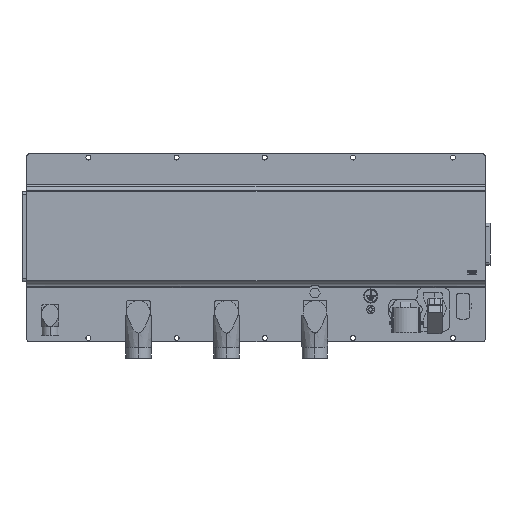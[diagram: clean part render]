
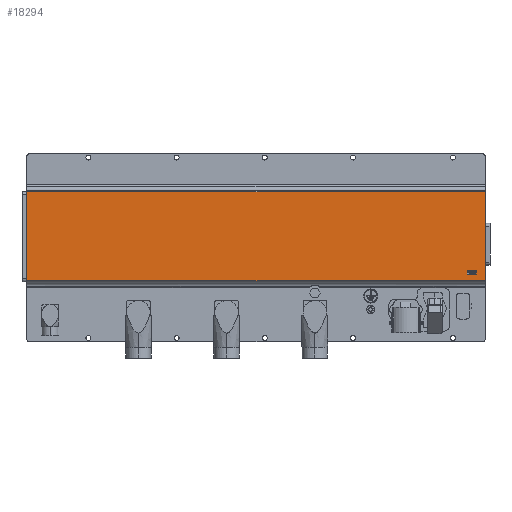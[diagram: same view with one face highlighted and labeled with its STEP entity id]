
A CAD part, front view. The second image highlights one B-rep face of the part: STEP entity #18294.
In plain terms, the highlighted face is planar.
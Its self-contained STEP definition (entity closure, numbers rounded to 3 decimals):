
#703 = CARTESIAN_POINT ( 'NONE',  ( 1100., 64.871, -1.1 ) ) ;
#707 = CARTESIAN_POINT ( 'NONE',  ( 1100., 216.129, -1.1 ) ) ;
#777 = VERTEX_POINT ( 'NONE', #4131 ) ;
#1023 = CARTESIAN_POINT ( 'NONE',  ( 780., 215.179, -1.1 ) ) ;
#1170 = DIRECTION ( 'NONE',  ( 0., -1., 0. ) ) ;
#1222 = DIRECTION ( 'NONE',  ( 1., 0., 0. ) ) ;
#1577 = VECTOR ( 'NONE', #14197, 1000. ) ;
#2529 = EDGE_CURVE ( 'NONE', #9404, #23434, #4842, .T. ) ;
#2852 = ORIENTED_EDGE ( 'NONE', *, *, #7754, .T. ) ;
#3090 = VECTOR ( 'NONE', #1170, 1000. ) ;
#3408 = CARTESIAN_POINT ( 'NONE',  ( 0., 121.321, -1.1 ) ) ;
#3603 = EDGE_CURVE ( 'NONE', #777, #7959, #4582, .T. ) ;
#3998 = CARTESIAN_POINT ( 'NONE',  ( 780., 218., -1.1 ) ) ;
#4131 = CARTESIAN_POINT ( 'NONE',  ( 0., 216.129, -1.1 ) ) ;
#4307 = ORIENTED_EDGE ( 'NONE', *, *, #2529, .F. ) ;
#4582 = LINE ( 'NONE', #707, #14574 ) ;
#4842 = LINE ( 'NONE', #703, #13766 ) ;
#4879 = EDGE_CURVE ( 'NONE', #7529, #7959, #5944, .T. ) ;
#5171 = LINE ( 'NONE', #9171, #3090 ) ;
#5944 = LINE ( 'NONE', #3998, #19163 ) ;
#6280 = LINE ( 'NONE', #23558, #8399 ) ;
#6346 = CARTESIAN_POINT ( 'NONE',  ( 0., 218., -1.1 ) ) ;
#6709 = FACE_OUTER_BOUND ( 'NONE', #23508, .T. ) ;
#7254 = ORIENTED_EDGE ( 'NONE', *, *, #9295, .T. ) ;
#7269 = CARTESIAN_POINT ( 'NONE',  ( 0., 64.871, -1.1 ) ) ;
#7529 = VERTEX_POINT ( 'NONE', #1023 ) ;
#7753 = VECTOR ( 'NONE', #17485, 1000. ) ;
#7754 = EDGE_CURVE ( 'NONE', #9404, #21408, #14901, .T. ) ;
#7959 = VERTEX_POINT ( 'NONE', #22388 ) ;
#8399 = VECTOR ( 'NONE', #14633, 1000. ) ;
#9171 = CARTESIAN_POINT ( 'NONE',  ( 0., 218., -1.1 ) ) ;
#9238 = ORIENTED_EDGE ( 'NONE', *, *, #4879, .T. ) ;
#9295 = EDGE_CURVE ( 'NONE', #777, #16901, #16386, .T. ) ;
#9404 = VERTEX_POINT ( 'NONE', #22601 ) ;
#10532 = CARTESIAN_POINT ( 'NONE',  ( 780., 67.821, -1.1 ) ) ;
#11181 = DIRECTION ( 'NONE',  ( 0., 1., 0. ) ) ;
#12235 = ORIENTED_EDGE ( 'NONE', *, *, #3603, .F. ) ;
#12570 = DIRECTION ( 'NONE',  ( -1., 0., 0. ) ) ;
#12663 = ORIENTED_EDGE ( 'NONE', *, *, #12752, .T. ) ;
#12695 = CARTESIAN_POINT ( 'NONE',  ( 0., 186.679, -1.1 ) ) ;
#12752 = EDGE_CURVE ( 'NONE', #16901, #21746, #24997, .T. ) ;
#13766 = VECTOR ( 'NONE', #12570, 1000. ) ;
#14137 = AXIS2_PLACEMENT_3D ( 'NONE', #23057, #25241, #21239 ) ;
#14197 = DIRECTION ( 'NONE',  ( 0., -1., 0. ) ) ;
#14574 = VECTOR ( 'NONE', #1222, 1000. ) ;
#14633 = DIRECTION ( 'NONE',  ( 0., 1., 0. ) ) ;
#14901 = LINE ( 'NONE', #19157, #21349 ) ;
#15719 = DIRECTION ( 'NONE',  ( 0., 1., 0. ) ) ;
#16386 = LINE ( 'NONE', #6346, #1577 ) ;
#16901 = VERTEX_POINT ( 'NONE', #12695 ) ;
#17485 = DIRECTION ( 'NONE',  ( 0., -1., 0. ) ) ;
#18294 = ADVANCED_FACE ( 'NONE', ( #6709 ), #22457, .T. ) ;
#18567 = EDGE_CURVE ( 'NONE', #21408, #7529, #6280, .T. ) ;
#19008 = ORIENTED_EDGE ( 'NONE', *, *, #18567, .T. ) ;
#19157 = CARTESIAN_POINT ( 'NONE',  ( 780., 218., -1.1 ) ) ;
#19163 = VECTOR ( 'NONE', #15719, 1000. ) ;
#20409 = EDGE_CURVE ( 'NONE', #21746, #23434, #5171, .T. ) ;
#21142 = ORIENTED_EDGE ( 'NONE', *, *, #20409, .T. ) ;
#21239 = DIRECTION ( 'NONE',  ( 0., 1., 0. ) ) ;
#21349 = VECTOR ( 'NONE', #11181, 1000. ) ;
#21408 = VERTEX_POINT ( 'NONE', #10532 ) ;
#21746 = VERTEX_POINT ( 'NONE', #3408 ) ;
#22388 = CARTESIAN_POINT ( 'NONE',  ( 780., 216.129, -1.1 ) ) ;
#22457 = PLANE ( 'NONE',  #14137 ) ;
#22601 = CARTESIAN_POINT ( 'NONE',  ( 780., 64.871, -1.1 ) ) ;
#23057 = CARTESIAN_POINT ( 'NONE',  ( 0., 0., -1.1 ) ) ;
#23184 = CARTESIAN_POINT ( 'NONE',  ( 0., 118.5, -1.1 ) ) ;
#23434 = VERTEX_POINT ( 'NONE', #7269 ) ;
#23508 = EDGE_LOOP ( 'NONE', ( #7254, #12663, #21142, #4307, #2852, #19008, #9238, #12235 ) ) ;
#23558 = CARTESIAN_POINT ( 'NONE',  ( 780., 218., -1.1 ) ) ;
#24997 = LINE ( 'NONE', #23184, #7753 ) ;
#25241 = DIRECTION ( 'NONE',  ( 0., 0., 1. ) ) ;
